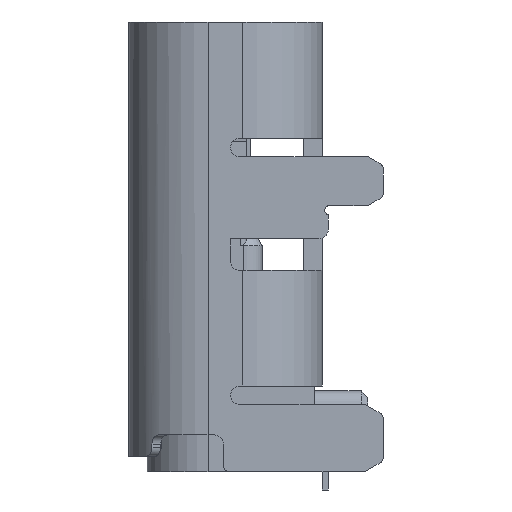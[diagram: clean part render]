
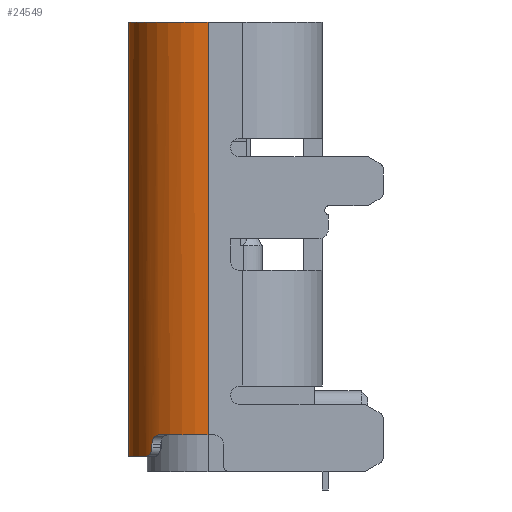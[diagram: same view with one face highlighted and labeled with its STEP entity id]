
A CAD part, left-side view. The second image highlights one B-rep face of the part: STEP entity #24549.
In plain terms, the highlighted cylindrical face has radius 1.295 mm (diameter 2.591 mm), a partial arc.
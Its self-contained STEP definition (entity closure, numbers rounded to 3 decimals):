
#219 = DIRECTION ( 'NONE',  ( 0., 0., 1. ) ) ;
#815 = CARTESIAN_POINT ( 'NONE',  ( -4.091, 2.881, -7.953 ) ) ;
#1331 = VERTEX_POINT ( 'NONE', #14790 ) ;
#1420 = AXIS2_PLACEMENT_3D ( 'NONE', #9523, #17865, #7521 ) ;
#1708 = CARTESIAN_POINT ( 'NONE',  ( -4.19, 2.768, 0.6 ) ) ;
#2216 = CARTESIAN_POINT ( 'NONE',  ( -4.09, 2.881, 0.377 ) ) ;
#2249 = DIRECTION ( 'NONE',  ( -1., 0., 0. ) ) ;
#2288 = ORIENTED_EDGE ( 'NONE', *, *, #19356, .T. ) ;
#2482 = CARTESIAN_POINT ( 'NONE',  ( -4.05, 2.92, 0.283 ) ) ;
#2567 = VERTEX_POINT ( 'NONE', #24087 ) ;
#2643 = CARTESIAN_POINT ( 'NONE',  ( -4.139, 2.829, 0.577 ) ) ;
#3125 = ORIENTED_EDGE ( 'NONE', *, *, #14301, .T. ) ;
#3948 = CIRCLE ( 'NONE', #12977, 1.295 ) ;
#4599 = CARTESIAN_POINT ( 'NONE',  ( -4.47, 1.965, 7.35 ) ) ;
#4687 = CARTESIAN_POINT ( 'NONE',  ( -4.121, 2.849, 0.557 ) ) ;
#4960 = CARTESIAN_POINT ( 'NONE',  ( -4.169, 2.794, 0.596 ) ) ;
#5039 = B_SPLINE_CURVE_WITH_KNOTS ( 'NONE', 3,
 ( #20795, #12527, #19104, #8577, #6170, #14418, #2482, #12409, #10360, #25285, #23226, #18691, #20910, #2216, #21179, #10490 ),
 .UNSPECIFIED., .F., .F.,
 ( 4, 3, 3, 3, 3, 4 ),
 ( 0., 0., 0., 0., 0., 0. ),
 .UNSPECIFIED. ) ;
#5179 = CYLINDRICAL_SURFACE ( 'NONE', #21999, 1.295 ) ;
#5306 = VERTEX_POINT ( 'NONE', #21353 ) ;
#5586 = CARTESIAN_POINT ( 'NONE',  ( -4.091, 2.881, 0.45 ) ) ;
#6163 = LINE ( 'NONE', #18550, #19737 ) ;
#6170 = CARTESIAN_POINT ( 'NONE',  ( -4.029, 2.939, 0.264 ) ) ;
#6372 = VERTEX_POINT ( 'NONE', #4599 ) ;
#6733 = VERTEX_POINT ( 'NONE', #1708 ) ;
#6834 = EDGE_CURVE ( 'NONE', #5306, #2567, #5039, .T. ) ;
#6940 = ORIENTED_EDGE ( 'NONE', *, *, #21194, .F. ) ;
#7072 = CIRCLE ( 'NONE', #9659, 1.295 ) ;
#7496 = DIRECTION ( 'NONE',  ( 1., 0., 0. ) ) ;
#7521 = DIRECTION ( 'NONE',  ( 1., 0., 0. ) ) ;
#7754 = CARTESIAN_POINT ( 'NONE',  ( -4.093, 2.879, 0.484 ) ) ;
#8213 = CARTESIAN_POINT ( 'NONE',  ( -4.106, 2.865, 0.531 ) ) ;
#8267 = DIRECTION ( 'NONE',  ( 0., 0., 1. ) ) ;
#8412 = VECTOR ( 'NONE', #13287, 1000. ) ;
#8577 = CARTESIAN_POINT ( 'NONE',  ( -4.017, 2.949, 0.258 ) ) ;
#9523 = CARTESIAN_POINT ( 'NONE',  ( -3.175, 1.965, 7.35 ) ) ;
#9582 = ORIENTED_EDGE ( 'NONE', *, *, #12882, .F. ) ;
#9659 = AXIS2_PLACEMENT_3D ( 'NONE', #14445, #219, #2249 ) ;
#10061 = LINE ( 'NONE', #14637, #14839 ) ;
#10360 = CARTESIAN_POINT ( 'NONE',  ( -4.068, 2.903, 0.306 ) ) ;
#10490 = CARTESIAN_POINT ( 'NONE',  ( -4.091, 2.881, 0.4 ) ) ;
#11642 = ORIENTED_EDGE ( 'NONE', *, *, #12305, .T. ) ;
#12305 = EDGE_CURVE ( 'NONE', #1331, #6372, #10061, .T. ) ;
#12409 = CARTESIAN_POINT ( 'NONE',  ( -4.059, 2.911, 0.293 ) ) ;
#12527 = CARTESIAN_POINT ( 'NONE',  ( -3.992, 2.97, 0.25 ) ) ;
#12882 = EDGE_CURVE ( 'NONE', #15896, #26145, #6163, .T. ) ;
#12955 = CARTESIAN_POINT ( 'NONE',  ( -4.159, 2.807, 0.593 ) ) ;
#12977 = AXIS2_PLACEMENT_3D ( 'NONE', #20614, #8267, #16584 ) ;
#13020 = LINE ( 'NONE', #815, #8412 ) ;
#13092 = CARTESIAN_POINT ( 'NONE',  ( -4.176, 2.786, 0.599 ) ) ;
#13287 = DIRECTION ( 'NONE',  ( 0., 0., 1. ) ) ;
#13977 = CARTESIAN_POINT ( 'NONE',  ( -4.1, 2.871, 0.515 ) ) ;
#14197 = CARTESIAN_POINT ( 'NONE',  ( -4.091, 2.881, 0.45 ) ) ;
#14301 = EDGE_CURVE ( 'NONE', #2567, #24946, #13020, .T. ) ;
#14418 = CARTESIAN_POINT ( 'NONE',  ( -4.04, 2.929, 0.272 ) ) ;
#14431 = CARTESIAN_POINT ( 'NONE',  ( -3.175, 3.26, 0.25 ) ) ;
#14445 = CARTESIAN_POINT ( 'NONE',  ( -3.175, 1.965, 0.6 ) ) ;
#14637 = CARTESIAN_POINT ( 'NONE',  ( -4.47, 1.965, 0.25 ) ) ;
#14790 = CARTESIAN_POINT ( 'NONE',  ( -4.47, 1.965, 0.6 ) ) ;
#14839 = VECTOR ( 'NONE', #23040, 1000. ) ;
#15408 = CARTESIAN_POINT ( 'NONE',  ( -4.184, 2.777, 0.6 ) ) ;
#15576 = ORIENTED_EDGE ( 'NONE', *, *, #21606, .T. ) ;
#15770 = FACE_OUTER_BOUND ( 'NONE', #19833, .T. ) ;
#15896 = VERTEX_POINT ( 'NONE', #14431 ) ;
#16014 = ORIENTED_EDGE ( 'NONE', *, *, #24151, .T. ) ;
#16526 = CARTESIAN_POINT ( 'NONE',  ( -4.114, 2.857, 0.544 ) ) ;
#16584 = DIRECTION ( 'NONE',  ( 1., 0., 0. ) ) ;
#17209 = CARTESIAN_POINT ( 'NONE',  ( -4.149, 2.819, 0.586 ) ) ;
#17559 = DIRECTION ( 'NONE',  ( 0., 0., 1. ) ) ;
#17865 = DIRECTION ( 'NONE',  ( 0., 0., 1. ) ) ;
#18110 = CARTESIAN_POINT ( 'NONE',  ( -4.091, 2.881, 0.467 ) ) ;
#18418 = DIRECTION ( 'NONE',  ( 0., 0., 1. ) ) ;
#18550 = CARTESIAN_POINT ( 'NONE',  ( -3.175, 3.26, 0.25 ) ) ;
#18691 = CARTESIAN_POINT ( 'NONE',  ( -4.085, 2.886, 0.35 ) ) ;
#19104 = CARTESIAN_POINT ( 'NONE',  ( -4.005, 2.959, 0.253 ) ) ;
#19356 = EDGE_CURVE ( 'NONE', #15896, #5306, #3948, .T. ) ;
#19737 = VECTOR ( 'NONE', #18418, 1000. ) ;
#19833 = EDGE_LOOP ( 'NONE', ( #2288, #25855, #3125, #16014, #15576, #11642, #6940, #9582 ) ) ;
#20614 = CARTESIAN_POINT ( 'NONE',  ( -3.175, 1.965, 0.25 ) ) ;
#20795 = CARTESIAN_POINT ( 'NONE',  ( -3.978, 2.98, 0.25 ) ) ;
#20910 = CARTESIAN_POINT ( 'NONE',  ( -4.088, 2.883, 0.366 ) ) ;
#21179 = CARTESIAN_POINT ( 'NONE',  ( -4.091, 2.881, 0.389 ) ) ;
#21194 = EDGE_CURVE ( 'NONE', #26145, #6372, #24922, .T. ) ;
#21353 = CARTESIAN_POINT ( 'NONE',  ( -3.978, 2.98, 0.25 ) ) ;
#21477 = CARTESIAN_POINT ( 'NONE',  ( -4.19, 2.768, 0.6 ) ) ;
#21558 = CARTESIAN_POINT ( 'NONE',  ( -3.175, 1.965, 0.25 ) ) ;
#21606 = EDGE_CURVE ( 'NONE', #6733, #1331, #7072, .T. ) ;
#21999 = AXIS2_PLACEMENT_3D ( 'NONE', #21558, #17559, #7496 ) ;
#23040 = DIRECTION ( 'NONE',  ( 0., 0., 1. ) ) ;
#23226 = CARTESIAN_POINT ( 'NONE',  ( -4.081, 2.891, 0.334 ) ) ;
#23399 = CARTESIAN_POINT ( 'NONE',  ( -4.13, 2.84, 0.568 ) ) ;
#24087 = CARTESIAN_POINT ( 'NONE',  ( -4.091, 2.881, 0.4 ) ) ;
#24151 = EDGE_CURVE ( 'NONE', #24946, #6733, #24870, .T. ) ;
#24327 = CARTESIAN_POINT ( 'NONE',  ( -3.175, 3.26, 7.35 ) ) ;
#24424 = CARTESIAN_POINT ( 'NONE',  ( -4.097, 2.875, 0.5 ) ) ;
#24549 = ADVANCED_FACE ( 'NONE', ( #15770 ), #5179, .T. ) ;
#24870 = B_SPLINE_CURVE_WITH_KNOTS ( 'NONE', 3,
 ( #5586, #18110, #7754, #24424, #13977, #8213, #16526, #4687, #23399, #2643, #17209, #12955, #4960, #13092, #15408, #21477 ),
 .UNSPECIFIED., .F., .F.,
 ( 4, 3, 3, 3, 3, 4 ),
 ( 0., 0., 0., 0., 0., 0. ),
 .UNSPECIFIED. ) ;
#24922 = CIRCLE ( 'NONE', #1420, 1.295 ) ;
#24946 = VERTEX_POINT ( 'NONE', #14197 ) ;
#25285 = CARTESIAN_POINT ( 'NONE',  ( -4.074, 2.897, 0.32 ) ) ;
#25855 = ORIENTED_EDGE ( 'NONE', *, *, #6834, .T. ) ;
#26145 = VERTEX_POINT ( 'NONE', #24327 ) ;
